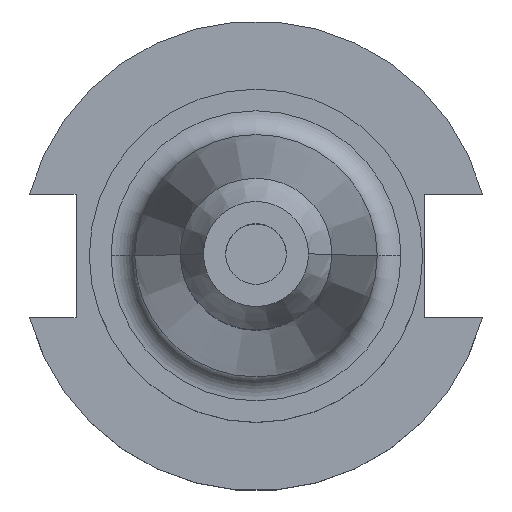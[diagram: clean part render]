
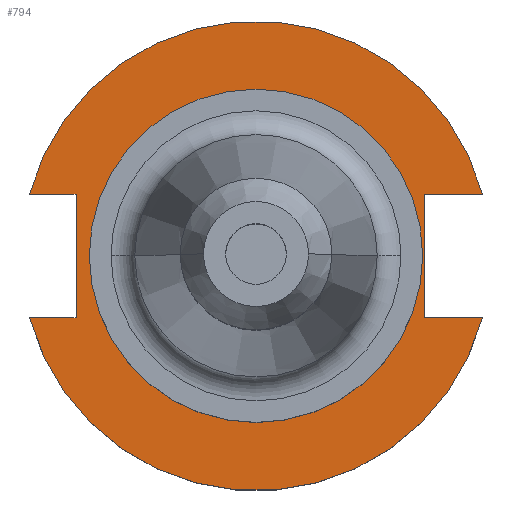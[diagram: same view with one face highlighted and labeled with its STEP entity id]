
A CAD part, top view. The second image highlights one B-rep face of the part: STEP entity #794.
In plain terms, the highlighted planar face has unit normal (0, 0, 1).
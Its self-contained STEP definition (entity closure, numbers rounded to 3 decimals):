
#7 = CARTESIAN_POINT ( 'NONE',  ( -37.719, 12.954, 19.05 ) ) ;
#19 = ORIENTED_EDGE ( 'NONE', *, *, #347, .T. ) ;
#40 = DIRECTION ( 'NONE',  ( 0., 0., 1. ) ) ;
#43 = EDGE_CURVE ( 'NONE', #1038, #1488, #1675, .T. ) ;
#65 = AXIS2_PLACEMENT_3D ( 'NONE', #822, #40, #956 ) ;
#79 = DIRECTION ( 'NONE',  ( 0., 0., 1. ) ) ;
#140 = EDGE_CURVE ( 'NONE', #494, #1493, #840, .T. ) ;
#171 = DIRECTION ( 'NONE',  ( 0., -1., 0. ) ) ;
#205 = AXIS2_PLACEMENT_3D ( 'NONE', #1492, #1086, #784 ) ;
#206 = CIRCLE ( 'NONE', #205, 34.925 ) ;
#207 = FACE_OUTER_BOUND ( 'NONE', #744, .T. ) ;
#263 = CARTESIAN_POINT ( 'NONE',  ( -37.719, -12.954, 19.05 ) ) ;
#347 = EDGE_CURVE ( 'NONE', #1384, #928, #994, .T. ) ;
#369 = ORIENTED_EDGE ( 'NONE', *, *, #736, .F. ) ;
#375 = EDGE_LOOP ( 'NONE', ( #467, #960 ) ) ;
#435 = DIRECTION ( 'NONE',  ( 1., 0., 0. ) ) ;
#467 = ORIENTED_EDGE ( 'NONE', *, *, #705, .F. ) ;
#468 = VERTEX_POINT ( 'NONE', #1724 ) ;
#494 = VERTEX_POINT ( 'NONE', #263 ) ;
#525 = VECTOR ( 'NONE', #1200, 1000. ) ;
#535 = ORIENTED_EDGE ( 'NONE', *, *, #1225, .T. ) ;
#555 = PLANE ( 'NONE',  #850 ) ;
#562 = DIRECTION ( 'NONE',  ( 1., 0., 0. ) ) ;
#595 = DIRECTION ( 'NONE',  ( -1., 0., 0. ) ) ;
#608 = CARTESIAN_POINT ( 'NONE',  ( 35.306, -12.954, 19.05 ) ) ;
#631 = CARTESIAN_POINT ( 'NONE',  ( -63.719, 12.954, 19.05 ) ) ;
#634 = VECTOR ( 'NONE', #1568, 1000. ) ;
#669 = CARTESIAN_POINT ( 'NONE',  ( 35.306, 12.954, 19.05 ) ) ;
#685 = ORIENTED_EDGE ( 'NONE', *, *, #43, .F. ) ;
#689 = CIRCLE ( 'NONE', #65, 34.925 ) ;
#690 = CARTESIAN_POINT ( 'NONE',  ( 34.925, 0., 19.05 ) ) ;
#705 = EDGE_CURVE ( 'NONE', #852, #1269, #689, .T. ) ;
#736 = EDGE_CURVE ( 'NONE', #1488, #468, #1413, .T. ) ;
#744 = EDGE_LOOP ( 'NONE', ( #535, #369, #685, #1131, #19, #805, #1613, #888 ) ) ;
#784 = DIRECTION ( 'NONE',  ( 1., 0., 0. ) ) ;
#794 = ADVANCED_FACE ( 'NONE', ( #1257, #207 ), #555, .T. ) ;
#805 = ORIENTED_EDGE ( 'NONE', *, *, #1344, .F. ) ;
#809 = CARTESIAN_POINT ( 'NONE',  ( 35.306, 12.954, 19.05 ) ) ;
#822 = CARTESIAN_POINT ( 'NONE',  ( 0., 0., 19.05 ) ) ;
#837 = CARTESIAN_POINT ( 'NONE',  ( -47.477, 12.954, 19.05 ) ) ;
#840 = LINE ( 'NONE', #7, #525 ) ;
#850 = AXIS2_PLACEMENT_3D ( 'NONE', #1216, #1355, #562 ) ;
#852 = VERTEX_POINT ( 'NONE', #690 ) ;
#856 = DIRECTION ( 'NONE',  ( 0., 0., 1. ) ) ;
#859 = CARTESIAN_POINT ( 'NONE',  ( 0., 0., 19.05 ) ) ;
#863 = CARTESIAN_POINT ( 'NONE',  ( -34.925, 0., 19.05 ) ) ;
#873 = LINE ( 'NONE', #1386, #1140 ) ;
#888 = ORIENTED_EDGE ( 'NONE', *, *, #1045, .F. ) ;
#907 = CARTESIAN_POINT ( 'NONE',  ( -47.477, -12.954, 19.05 ) ) ;
#928 = VERTEX_POINT ( 'NONE', #837 ) ;
#931 = DIRECTION ( 'NONE',  ( 1., 0., 0. ) ) ;
#956 = DIRECTION ( 'NONE',  ( 1., 0., 0. ) ) ;
#960 = ORIENTED_EDGE ( 'NONE', *, *, #964, .F. ) ;
#964 = EDGE_CURVE ( 'NONE', #1269, #852, #206, .T. ) ;
#985 = VECTOR ( 'NONE', #435, 1000. ) ;
#992 = DIRECTION ( 'NONE',  ( 1., 0., 0. ) ) ;
#994 = CIRCLE ( 'NONE', #1096, 49.212 ) ;
#1038 = VERTEX_POINT ( 'NONE', #669 ) ;
#1045 = EDGE_CURVE ( 'NONE', #1679, #494, #1441, .T. ) ;
#1086 = DIRECTION ( 'NONE',  ( 0., 0., 1. ) ) ;
#1096 = AXIS2_PLACEMENT_3D ( 'NONE', #1382, #856, #1180 ) ;
#1124 = VECTOR ( 'NONE', #931, 1000. ) ;
#1131 = ORIENTED_EDGE ( 'NONE', *, *, #1211, .F. ) ;
#1140 = VECTOR ( 'NONE', #595, 1000. ) ;
#1180 = DIRECTION ( 'NONE',  ( 1., 0., 0. ) ) ;
#1200 = DIRECTION ( 'NONE',  ( 0., 1., 0. ) ) ;
#1201 = CARTESIAN_POINT ( 'NONE',  ( -63.719, -12.954, 19.05 ) ) ;
#1211 = EDGE_CURVE ( 'NONE', #1384, #1038, #873, .T. ) ;
#1216 = CARTESIAN_POINT ( 'NONE',  ( 0., 49.212, 19.05 ) ) ;
#1225 = EDGE_CURVE ( 'NONE', #1679, #468, #1547, .T. ) ;
#1257 = FACE_BOUND ( 'NONE', #375, .T. ) ;
#1269 = VERTEX_POINT ( 'NONE', #863 ) ;
#1316 = VECTOR ( 'NONE', #171, 1000. ) ;
#1344 = EDGE_CURVE ( 'NONE', #1493, #928, #1356, .T. ) ;
#1355 = DIRECTION ( 'NONE',  ( 0., 0., 1. ) ) ;
#1356 = LINE ( 'NONE', #631, #634 ) ;
#1382 = CARTESIAN_POINT ( 'NONE',  ( 0., 0., 19.05 ) ) ;
#1384 = VERTEX_POINT ( 'NONE', #1576 ) ;
#1386 = CARTESIAN_POINT ( 'NONE',  ( 35.306, 12.954, 19.05 ) ) ;
#1413 = LINE ( 'NONE', #1630, #985 ) ;
#1441 = LINE ( 'NONE', #1201, #1124 ) ;
#1488 = VERTEX_POINT ( 'NONE', #608 ) ;
#1492 = CARTESIAN_POINT ( 'NONE',  ( 0., 0., 19.05 ) ) ;
#1493 = VERTEX_POINT ( 'NONE', #1566 ) ;
#1512 = AXIS2_PLACEMENT_3D ( 'NONE', #859, #79, #992 ) ;
#1547 = CIRCLE ( 'NONE', #1512, 49.212 ) ;
#1566 = CARTESIAN_POINT ( 'NONE',  ( -37.719, 12.954, 19.05 ) ) ;
#1568 = DIRECTION ( 'NONE',  ( -1., 0., 0. ) ) ;
#1576 = CARTESIAN_POINT ( 'NONE',  ( 47.477, 12.954, 19.05 ) ) ;
#1613 = ORIENTED_EDGE ( 'NONE', *, *, #140, .F. ) ;
#1630 = CARTESIAN_POINT ( 'NONE',  ( 35.306, -12.954, 19.05 ) ) ;
#1675 = LINE ( 'NONE', #809, #1316 ) ;
#1679 = VERTEX_POINT ( 'NONE', #907 ) ;
#1724 = CARTESIAN_POINT ( 'NONE',  ( 47.477, -12.954, 19.05 ) ) ;
